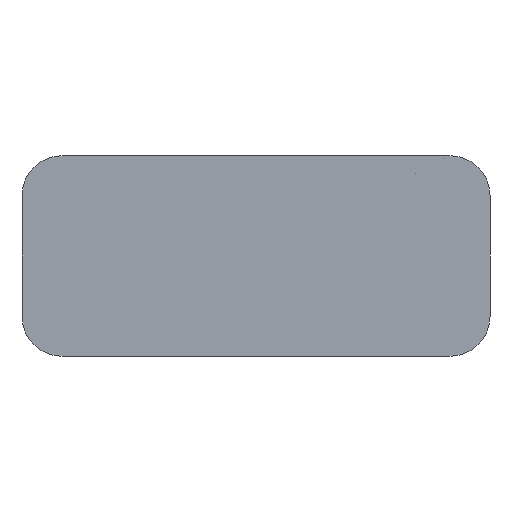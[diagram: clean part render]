
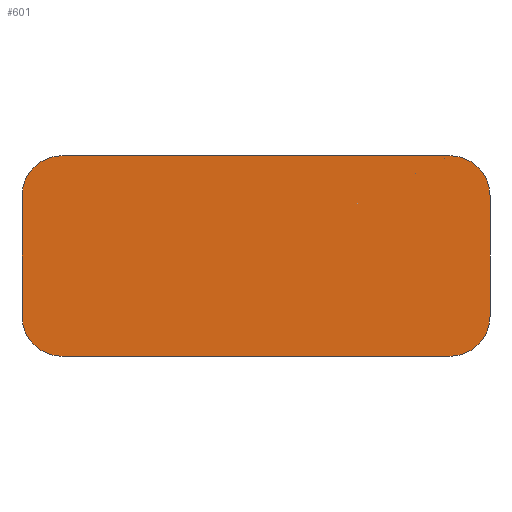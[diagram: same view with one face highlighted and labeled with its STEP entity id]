
A CAD part, front view. The second image highlights one B-rep face of the part: STEP entity #601.
In plain terms, the highlighted planar face has unit normal (0, -1, 0).
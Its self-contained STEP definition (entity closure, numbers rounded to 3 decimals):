
#13=PLANE($,#649);
#45=LINE($,#923,#108);
#46=LINE($,#927,#109);
#47=LINE($,#931,#110);
#48=LINE($,#934,#111);
#108=VECTOR($,#734,29.);
#109=VECTOR($,#737,9.);
#110=VECTOR($,#740,29.);
#111=VECTOR($,#743,9.);
#180=FACE_OUTER_BOUND($,#217,.T.);
#217=EDGE_LOOP($,(#432,#433,#434,#435,#436,#437,#438,#439));
#253=CIRCLE($,#642,3.);
#256=CIRCLE($,#650,3.);
#257=CIRCLE($,#651,3.);
#258=CIRCLE($,#652,3.);
#275=VERTEX_POINT($,#900);
#276=VERTEX_POINT($,#901);
#283=VERTEX_POINT($,#922);
#284=VERTEX_POINT($,#924);
#285=VERTEX_POINT($,#926);
#286=VERTEX_POINT($,#928);
#287=VERTEX_POINT($,#930);
#288=VERTEX_POINT($,#932);
#329=EDGE_CURVE($,#275,#276,#253,.T.);
#340=EDGE_CURVE($,#283,#275,#45,.T.);
#341=EDGE_CURVE($,#284,#283,#256,.T.);
#342=EDGE_CURVE($,#285,#284,#46,.T.);
#343=EDGE_CURVE($,#286,#285,#257,.T.);
#344=EDGE_CURVE($,#287,#286,#47,.T.);
#345=EDGE_CURVE($,#288,#287,#258,.T.);
#346=EDGE_CURVE($,#276,#288,#48,.T.);
#432=ORIENTED_EDGE($,*,*,#329,.F.);
#433=ORIENTED_EDGE($,*,*,#340,.F.);
#434=ORIENTED_EDGE($,*,*,#341,.F.);
#435=ORIENTED_EDGE($,*,*,#342,.F.);
#436=ORIENTED_EDGE($,*,*,#343,.F.);
#437=ORIENTED_EDGE($,*,*,#344,.F.);
#438=ORIENTED_EDGE($,*,*,#345,.F.);
#439=ORIENTED_EDGE($,*,*,#346,.F.);
#601=ADVANCED_FACE($,(#180),#13,.F.);
#642=AXIS2_PLACEMENT_3D($,#902,#712,#713);
#649=AXIS2_PLACEMENT_3D($,#921,#732,#733);
#650=AXIS2_PLACEMENT_3D($,#925,#735,#736);
#651=AXIS2_PLACEMENT_3D($,#929,#738,#739);
#652=AXIS2_PLACEMENT_3D($,#933,#741,#742);
#712=DIRECTION('center_axis',(0.,1.,0.));
#713=DIRECTION('ref_axis',(-0.707,0.,-0.707));
#732=DIRECTION('center_axis',(0.,1.,0.));
#733=DIRECTION('ref_axis',(0.,0.,1.));
#734=DIRECTION($,(-1.,0.,0.));
#735=DIRECTION('center_axis',(0.,1.,0.));
#736=DIRECTION('ref_axis',(0.707,0.,-0.707));
#737=DIRECTION($,(0.,0.,-1.));
#738=DIRECTION('center_axis',(0.,1.,0.));
#739=DIRECTION('ref_axis',(0.707,0.,0.707));
#740=DIRECTION($,(1.,0.,0.));
#741=DIRECTION('center_axis',(0.,1.,0.));
#742=DIRECTION('ref_axis',(-0.707,0.,0.707));
#743=DIRECTION($,(0.,0.,1.));
#900=CARTESIAN_POINT('',(-32.,0.,0.));
#901=CARTESIAN_POINT('',(-35.,0.,3.));
#902=CARTESIAN_POINT('Origin',(-32.,0.,3.));
#921=CARTESIAN_POINT('Origin',(-17.5,0.,7.5));
#922=CARTESIAN_POINT('',(-3.,0.,0.));
#923=CARTESIAN_POINT($,(0.,0.,0.));
#924=CARTESIAN_POINT('',(0.,0.,3.));
#925=CARTESIAN_POINT('Origin',(-3.,0.,3.));
#926=CARTESIAN_POINT('',(0.,0.,12.));
#927=CARTESIAN_POINT($,(0.,0.,15.));
#928=CARTESIAN_POINT('',(-3.,0.,15.));
#929=CARTESIAN_POINT('Origin',(-3.,0.,12.));
#930=CARTESIAN_POINT('',(-32.,0.,15.));
#931=CARTESIAN_POINT($,(-35.,0.,15.));
#932=CARTESIAN_POINT('',(-35.,0.,12.));
#933=CARTESIAN_POINT('Origin',(-32.,0.,12.));
#934=CARTESIAN_POINT($,(-35.,0.,0.));
